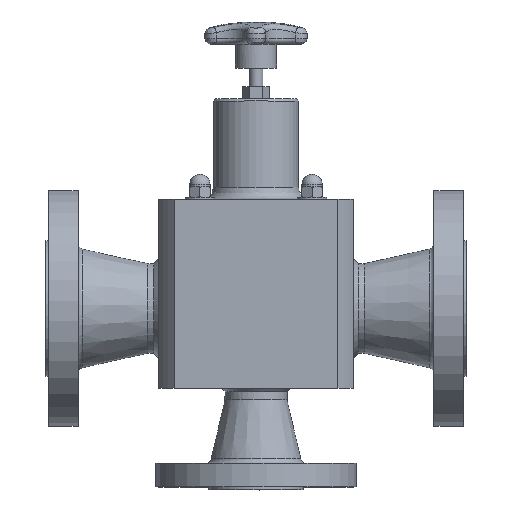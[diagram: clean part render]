
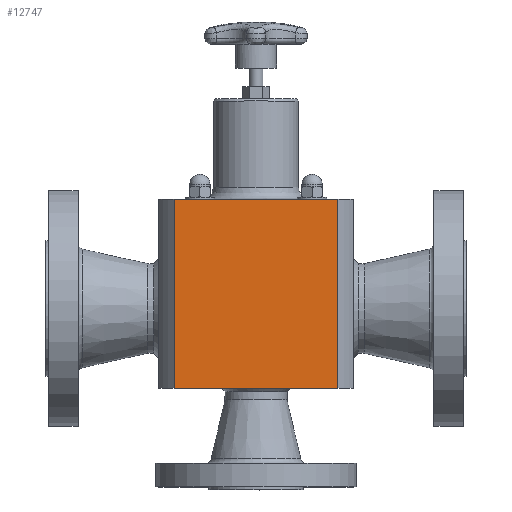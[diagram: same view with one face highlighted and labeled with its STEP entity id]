
A CAD part, top view. The second image highlights one B-rep face of the part: STEP entity #12747.
In plain terms, the highlighted planar face has unit normal (0, 0, 1).
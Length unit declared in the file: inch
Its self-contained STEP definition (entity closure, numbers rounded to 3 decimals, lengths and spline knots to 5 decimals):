
#12708=CARTESIAN_POINT('',(1.73205,0.,1.625));
#12709=DIRECTION('',(0.0,0.0,1.0));
#12710=DIRECTION('',(1.0,0.0,0.0));
#12711=AXIS2_PLACEMENT_3D('',#12708,#12709,#12710);
#12712=PLANE('',#12711);
#12713=CARTESIAN_POINT('',(-1.73205,0.,1.625));
#12714=VERTEX_POINT('',#12713);
#12715=CARTESIAN_POINT('',(-1.73205,4.,1.625));
#12716=VERTEX_POINT('',#12715);
#12717=CARTESIAN_POINT('',(-1.73205,0.,1.625));
#12718=DIRECTION('',(0.0,1.0,0.0));
#12719=VECTOR('',#12718,4.0);
#12720=LINE('',#12717,#12719);
#12721=EDGE_CURVE('',#12714,#12716,#12720,.T.);
#12722=ORIENTED_EDGE('',*,*,#12721,.F.);
#12723=CARTESIAN_POINT('',(1.73205,0.,1.625));
#12724=VERTEX_POINT('',#12723);
#12725=CARTESIAN_POINT('',(-1.73205,0.,1.625));
#12726=DIRECTION('',(1.0,0.0,0.0));
#12727=VECTOR('',#12726,3.4641);
#12728=LINE('',#12725,#12727);
#12729=EDGE_CURVE('',#12714,#12724,#12728,.T.);
#12730=ORIENTED_EDGE('',*,*,#12729,.T.);
#12731=CARTESIAN_POINT('',(1.73205,4.,1.625));
#12732=VERTEX_POINT('',#12731);
#12733=CARTESIAN_POINT('',(1.73205,0.,1.625));
#12734=DIRECTION('',(0.0,1.0,0.0));
#12735=VECTOR('',#12734,4.);
#12736=LINE('',#12733,#12735);
#12737=EDGE_CURVE('',#12724,#12732,#12736,.T.);
#12738=ORIENTED_EDGE('',*,*,#12737,.T.);
#12739=CARTESIAN_POINT('',(1.73205,4.,1.625));
#12740=DIRECTION('',(-1.0,0.0,0.0));
#12741=VECTOR('',#12740,3.4641);
#12742=LINE('',#12739,#12741);
#12743=EDGE_CURVE('',#12732,#12716,#12742,.T.);
#12744=ORIENTED_EDGE('',*,*,#12743,.T.);
#12745=EDGE_LOOP('',(#12722,#12730,#12738,#12744));
#12746=FACE_OUTER_BOUND('',#12745,.T.);
#12747=ADVANCED_FACE('',(#12746),#12712,.T.);
